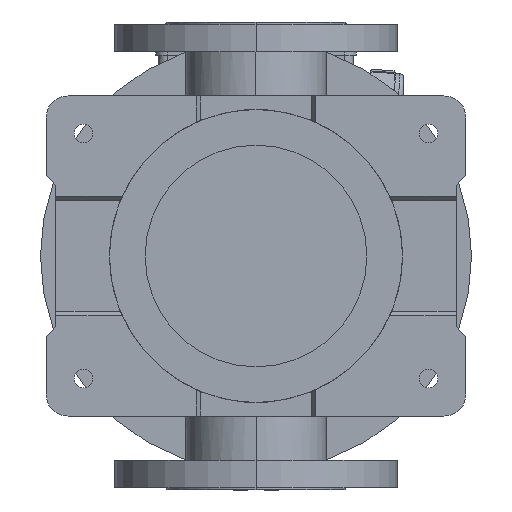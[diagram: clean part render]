
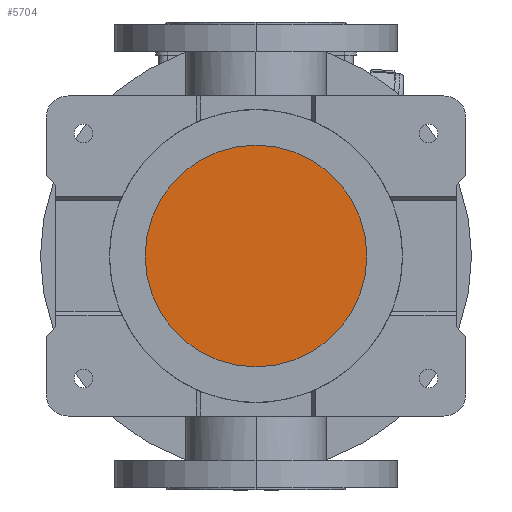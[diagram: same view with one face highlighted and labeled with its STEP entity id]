
A CAD part, front view. The second image highlights one B-rep face of the part: STEP entity #5704.
In plain terms, the highlighted planar face has unit normal (0, -1, 0).
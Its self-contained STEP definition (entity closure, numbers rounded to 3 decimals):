
#73 = CARTESIAN_POINT ( 'NONE',  ( 0., 81., 0. ) ) ;
#886 = PLANE ( 'NONE',  #37274 ) ;
#1893 = ORIENTED_EDGE ( 'NONE', *, *, #36477, .F. ) ;
#5704 = ADVANCED_FACE ( 'NONE', ( #31186 ), #886, .F. ) ;
#6699 = DIRECTION ( 'NONE',  ( 0., 0., -1. ) ) ;
#13563 = CARTESIAN_POINT ( 'NONE',  ( 0., 81., 120. ) ) ;
#17224 = DIRECTION ( 'NONE',  ( 0., 0., -1. ) ) ;
#19445 = AXIS2_PLACEMENT_3D ( 'NONE', #73, #20718, #17224 ) ;
#20718 = DIRECTION ( 'NONE',  ( 0., 1., 0. ) ) ;
#24714 = AXIS2_PLACEMENT_3D ( 'NONE', #26563, #42929, #6699 ) ;
#26060 = CARTESIAN_POINT ( 'NONE',  ( 0., 81., -120. ) ) ;
#26563 = CARTESIAN_POINT ( 'NONE',  ( 0., 81., 0. ) ) ;
#28129 = VERTEX_POINT ( 'NONE', #13563 ) ;
#30059 = EDGE_CURVE ( 'NONE', #47690, #28129, #34050, .T. ) ;
#31186 = FACE_OUTER_BOUND ( 'NONE', #42157, .T. ) ;
#34050 = CIRCLE ( 'NONE', #19445, 120. ) ;
#36477 = EDGE_CURVE ( 'NONE', #28129, #47690, #38337, .T. ) ;
#36542 = DIRECTION ( 'NONE',  ( 0., 0., -1. ) ) ;
#37241 = ORIENTED_EDGE ( 'NONE', *, *, #30059, .F. ) ;
#37274 = AXIS2_PLACEMENT_3D ( 'NONE', #41124, #45159, #36542 ) ;
#38337 = CIRCLE ( 'NONE', #24714, 120. ) ;
#41124 = CARTESIAN_POINT ( 'NONE',  ( 132., 81., 132. ) ) ;
#42157 = EDGE_LOOP ( 'NONE', ( #37241, #1893 ) ) ;
#42929 = DIRECTION ( 'NONE',  ( 0., 1., 0. ) ) ;
#45159 = DIRECTION ( 'NONE',  ( 0., 1., 0. ) ) ;
#47690 = VERTEX_POINT ( 'NONE', #26060 ) ;
